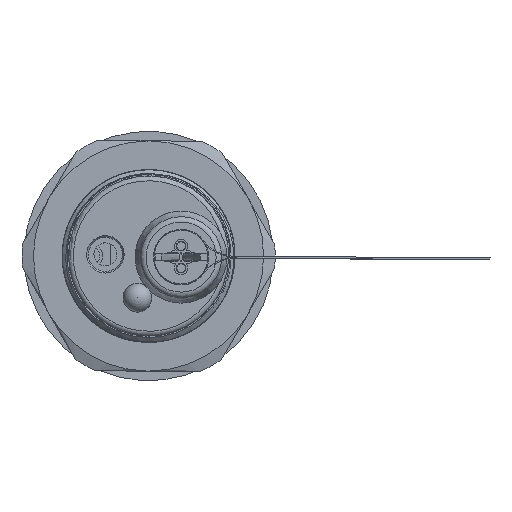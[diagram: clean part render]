
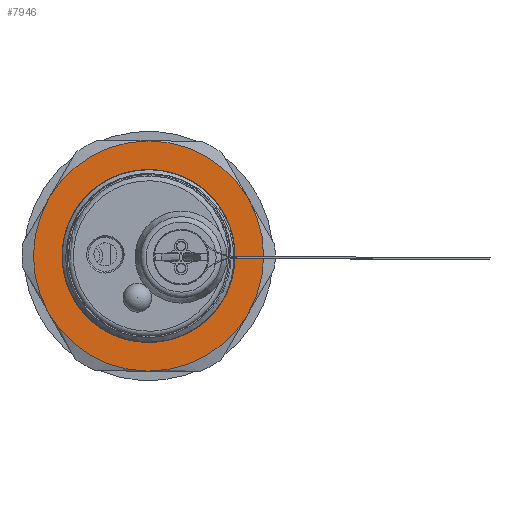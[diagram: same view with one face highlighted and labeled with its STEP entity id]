
A CAD part, left-side view. The second image highlights one B-rep face of the part: STEP entity #7946.
In plain terms, the highlighted face is planar.
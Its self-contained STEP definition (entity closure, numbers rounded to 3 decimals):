
#3510=ORIENTED_EDGE('',*,*,#4776,.T.);
#3511=ORIENTED_EDGE('',*,*,#4777,.F.);
#3512=ORIENTED_EDGE('',*,*,#4778,.F.);
#3513=ORIENTED_EDGE('',*,*,#4779,.F.);
#3514=ORIENTED_EDGE('',*,*,#4780,.F.);
#3515=ORIENTED_EDGE('',*,*,#4781,.F.);
#3516=ORIENTED_EDGE('',*,*,#4782,.F.);
#4776=EDGE_CURVE('',#5574,#5574,#5916,.T.);
#4777=EDGE_CURVE('',#5544,#5550,#5917,.T.);
#4778=EDGE_CURVE('',#5538,#5544,#5918,.T.);
#4779=EDGE_CURVE('',#5568,#5538,#5919,.T.);
#4780=EDGE_CURVE('',#5562,#5568,#5920,.T.);
#4781=EDGE_CURVE('',#5556,#5562,#5921,.T.);
#4782=EDGE_CURVE('',#5550,#5556,#5922,.T.);
#5538=VERTEX_POINT('',#32070);
#5544=VERTEX_POINT('',#32095);
#5550=VERTEX_POINT('',#32120);
#5556=VERTEX_POINT('',#32145);
#5562=VERTEX_POINT('',#32170);
#5568=VERTEX_POINT('',#32195);
#5574=VERTEX_POINT('',#32225);
#5916=CIRCLE('',#9688,8.959);
#5917=CIRCLE('',#9689,12.);
#5918=CIRCLE('',#9690,12.);
#5919=CIRCLE('',#9691,12.);
#5920=CIRCLE('',#9692,12.);
#5921=CIRCLE('',#9693,12.);
#5922=CIRCLE('',#9694,12.);
#6540=EDGE_LOOP('',(#3510));
#6541=EDGE_LOOP('',(#3511,#3512,#3513,#3514,#3515,#3516));
#7174=FACE_BOUND('',#6540,.T.);
#7175=FACE_BOUND('',#6541,.T.);
#7507=PLANE('',#9687);
#7946=ADVANCED_FACE('',(#7174,#7175),#7507,.F.);
#9687=AXIS2_PLACEMENT_3D('',#32223,#11717,#11718);
#9688=AXIS2_PLACEMENT_3D('',#32224,#11719,#11720);
#9689=AXIS2_PLACEMENT_3D('',#32226,#11721,#11722);
#9690=AXIS2_PLACEMENT_3D('',#32227,#11723,#11724);
#9691=AXIS2_PLACEMENT_3D('',#32228,#11725,#11726);
#9692=AXIS2_PLACEMENT_3D('',#32229,#11727,#11728);
#9693=AXIS2_PLACEMENT_3D('',#32230,#11729,#11730);
#9694=AXIS2_PLACEMENT_3D('',#32231,#11731,#11732);
#11717=DIRECTION('',(0.,1.,0.));
#11718=DIRECTION('',(0.,0.,1.));
#11719=DIRECTION('',(0.,1.,0.));
#11720=DIRECTION('',(0.,0.,1.));
#11721=DIRECTION('',(0.,1.,0.));
#11722=DIRECTION('',(0.,0.,1.));
#11723=DIRECTION('',(0.,1.,0.));
#11724=DIRECTION('',(0.,0.,1.));
#11725=DIRECTION('',(0.,1.,0.));
#11726=DIRECTION('',(0.,0.,1.));
#11727=DIRECTION('',(0.,1.,0.));
#11728=DIRECTION('',(0.,0.,1.));
#11729=DIRECTION('',(0.,1.,0.));
#11730=DIRECTION('',(0.,0.,1.));
#11731=DIRECTION('',(0.,1.,0.));
#11732=DIRECTION('',(0.,0.,1.));
#32070=CARTESIAN_POINT('',(-6.,0.,10.392));
#32095=CARTESIAN_POINT('',(6.,0.,10.392));
#32120=CARTESIAN_POINT('',(12.,0.,0.));
#32145=CARTESIAN_POINT('',(6.,0.,-10.392));
#32170=CARTESIAN_POINT('',(-6.,0.,-10.392));
#32195=CARTESIAN_POINT('',(-12.,0.,0.));
#32223=CARTESIAN_POINT('',(0.,0.,0.));
#32224=CARTESIAN_POINT('',(0.,0.,0.));
#32225=CARTESIAN_POINT('',(0.,0.,8.959));
#32226=CARTESIAN_POINT('',(0.,0.,0.));
#32227=CARTESIAN_POINT('',(0.,0.,0.));
#32228=CARTESIAN_POINT('',(0.,0.,0.));
#32229=CARTESIAN_POINT('',(0.,0.,0.));
#32230=CARTESIAN_POINT('',(0.,0.,0.));
#32231=CARTESIAN_POINT('',(0.,0.,0.));
